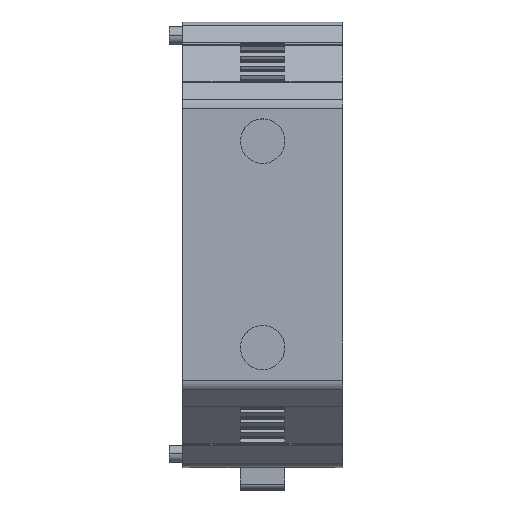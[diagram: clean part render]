
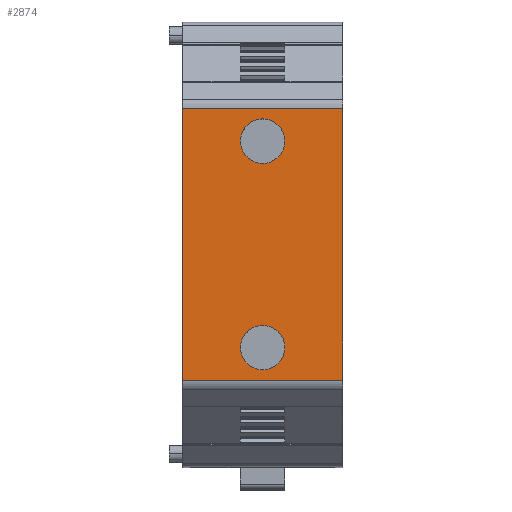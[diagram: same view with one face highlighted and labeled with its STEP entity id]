
A CAD part, top view. The second image highlights one B-rep face of the part: STEP entity #2874.
In plain terms, the highlighted planar face has unit normal (0, 0, 1).
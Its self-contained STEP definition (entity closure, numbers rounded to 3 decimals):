
#2792=AXIS2_PLACEMENT_3D('Plane Axis2P3D',#2789,#2790,#2791) ;
#2808=AXIS2_PLACEMENT_3D('Circle Axis2P3D',#2806,#2807,$) ;
#2817=AXIS2_PLACEMENT_3D('Circle Axis2P3D',#2815,#2816,$) ;
#2824=AXIS2_PLACEMENT_3D('Circle Axis2P3D',#2822,#2823,$) ;
#2831=AXIS2_PLACEMENT_3D('Circle Axis2P3D',#2829,#2830,$) ;
#2842=AXIS2_PLACEMENT_3D('Circle Axis2P3D',#2840,#2841,$) ;
#2851=AXIS2_PLACEMENT_3D('Circle Axis2P3D',#2849,#2850,$) ;
#2858=AXIS2_PLACEMENT_3D('Circle Axis2P3D',#2856,#2857,$) ;
#2865=AXIS2_PLACEMENT_3D('Circle Axis2P3D',#2863,#2864,$) ;
#115=CARTESIAN_POINT('Vertex',(3.,85.499,123.656)) ;
#479=CARTESIAN_POINT('Vertex',(3.,24.501,123.656)) ;
#482=CARTESIAN_POINT('Line Origine',(3.,55.,123.656)) ;
#578=CARTESIAN_POINT('Line Origine',(12.,85.499,123.656)) ;
#582=CARTESIAN_POINT('Vertex',(39.,85.499,123.656)) ;
#2762=CARTESIAN_POINT('Line Origine',(12.,24.501,123.656)) ;
#2766=CARTESIAN_POINT('Vertex',(21.,24.501,123.656)) ;
#2773=CARTESIAN_POINT('Vertex',(39.,24.501,123.656)) ;
#2776=CARTESIAN_POINT('Line Origine',(12.,24.501,123.656)) ;
#2789=CARTESIAN_POINT('Axis2P3D Location',(3.,85.499,123.656)) ;
#2794=CARTESIAN_POINT('Line Origine',(39.,55.,123.656)) ;
#2806=CARTESIAN_POINT('Axis2P3D Location',(21.,78.196,123.656)) ;
#2810=CARTESIAN_POINT('Vertex',(26.,78.196,123.656)) ;
#2812=CARTESIAN_POINT('Vertex',(21.,73.196,123.656)) ;
#2815=CARTESIAN_POINT('Axis2P3D Location',(21.,78.196,123.656)) ;
#2819=CARTESIAN_POINT('Vertex',(16.,78.196,123.656)) ;
#2822=CARTESIAN_POINT('Axis2P3D Location',(21.,78.196,123.656)) ;
#2826=CARTESIAN_POINT('Vertex',(21.,83.196,123.656)) ;
#2829=CARTESIAN_POINT('Axis2P3D Location',(21.,78.196,123.656)) ;
#2840=CARTESIAN_POINT('Axis2P3D Location',(21.,31.796,123.656)) ;
#2844=CARTESIAN_POINT('Vertex',(21.,36.796,123.656)) ;
#2846=CARTESIAN_POINT('Vertex',(26.,31.796,123.656)) ;
#2849=CARTESIAN_POINT('Axis2P3D Location',(21.,31.796,123.656)) ;
#2853=CARTESIAN_POINT('Vertex',(21.,26.796,123.656)) ;
#2856=CARTESIAN_POINT('Axis2P3D Location',(21.,31.796,123.656)) ;
#2860=CARTESIAN_POINT('Vertex',(16.,31.796,123.656)) ;
#2863=CARTESIAN_POINT('Axis2P3D Location',(21.,31.796,123.656)) ;
#483=DIRECTION('Vector Direction',(0.,-1.,0.)) ;
#579=DIRECTION('Vector Direction',(1.,0.,0.)) ;
#2763=DIRECTION('Vector Direction',(1.,0.,0.)) ;
#2777=DIRECTION('Vector Direction',(1.,0.,0.)) ;
#2790=DIRECTION('Axis2P3D Direction',(-0.,0.,1.)) ;
#2791=DIRECTION('Axis2P3D XDirection',(0.,-1.,0.)) ;
#2795=DIRECTION('Vector Direction',(0.,-1.,0.)) ;
#2807=DIRECTION('Axis2P3D Direction',(-0.,0.,1.)) ;
#2816=DIRECTION('Axis2P3D Direction',(-0.,0.,1.)) ;
#2823=DIRECTION('Axis2P3D Direction',(-0.,0.,1.)) ;
#2830=DIRECTION('Axis2P3D Direction',(-0.,0.,1.)) ;
#2841=DIRECTION('Axis2P3D Direction',(-0.,0.,1.)) ;
#2850=DIRECTION('Axis2P3D Direction',(-0.,0.,1.)) ;
#2857=DIRECTION('Axis2P3D Direction',(-0.,0.,1.)) ;
#2864=DIRECTION('Axis2P3D Direction',(-0.,0.,1.)) ;
#484=VECTOR('Line Direction',#483,1.) ;
#580=VECTOR('Line Direction',#579,1.) ;
#2764=VECTOR('Line Direction',#2763,1.) ;
#2778=VECTOR('Line Direction',#2777,1.) ;
#2796=VECTOR('Line Direction',#2795,1.) ;
#2800=ORIENTED_EDGE('',*,*,#584,.T.) ;
#2801=ORIENTED_EDGE('',*,*,#486,.T.) ;
#2802=ORIENTED_EDGE('',*,*,#2768,.T.) ;
#2803=ORIENTED_EDGE('',*,*,#2780,.F.) ;
#2804=ORIENTED_EDGE('',*,*,#2798,.F.) ;
#2835=ORIENTED_EDGE('',*,*,#2814,.T.) ;
#2836=ORIENTED_EDGE('',*,*,#2821,.F.) ;
#2837=ORIENTED_EDGE('',*,*,#2828,.F.) ;
#2838=ORIENTED_EDGE('',*,*,#2833,.T.) ;
#2869=ORIENTED_EDGE('',*,*,#2848,.T.) ;
#2870=ORIENTED_EDGE('',*,*,#2855,.T.) ;
#2871=ORIENTED_EDGE('',*,*,#2862,.F.) ;
#2872=ORIENTED_EDGE('',*,*,#2867,.F.) ;
#2839=FACE_BOUND('',#2834,.T.) ;
#2873=FACE_BOUND('',#2868,.T.) ;
#2874=ADVANCED_FACE('KLTR-LI',(#2805,#2839,#2873),#2793,.T.) ;
#2809=CIRCLE('generated circle',#2808,5.) ;
#2818=CIRCLE('generated circle',#2817,5.) ;
#2825=CIRCLE('generated circle',#2824,5.) ;
#2832=CIRCLE('generated circle',#2831,5.) ;
#2843=CIRCLE('generated circle',#2842,5.) ;
#2852=CIRCLE('generated circle',#2851,5.) ;
#2859=CIRCLE('generated circle',#2858,5.) ;
#2866=CIRCLE('generated circle',#2865,5.) ;
#486=EDGE_CURVE('',#116,#480,#485,.T.) ;
#584=EDGE_CURVE('',#583,#116,#581,.F.) ;
#2768=EDGE_CURVE('',#480,#2767,#2765,.T.) ;
#2780=EDGE_CURVE('',#2774,#2767,#2779,.F.) ;
#2798=EDGE_CURVE('',#583,#2774,#2797,.T.) ;
#2814=EDGE_CURVE('',#2811,#2813,#2809,.F.) ;
#2821=EDGE_CURVE('',#2820,#2813,#2818,.T.) ;
#2828=EDGE_CURVE('',#2827,#2820,#2825,.T.) ;
#2833=EDGE_CURVE('',#2827,#2811,#2832,.F.) ;
#2848=EDGE_CURVE('',#2845,#2847,#2843,.F.) ;
#2855=EDGE_CURVE('',#2847,#2854,#2852,.F.) ;
#2862=EDGE_CURVE('',#2861,#2854,#2859,.T.) ;
#2867=EDGE_CURVE('',#2845,#2861,#2866,.T.) ;
#2799=EDGE_LOOP('',(#2800,#2801,#2802,#2803,#2804)) ;
#2834=EDGE_LOOP('',(#2835,#2836,#2837,#2838)) ;
#2868=EDGE_LOOP('',(#2869,#2870,#2871,#2872)) ;
#2805=FACE_OUTER_BOUND('',#2799,.T.) ;
#485=LINE('Line',#482,#484) ;
#581=LINE('Line',#578,#580) ;
#2765=LINE('Line',#2762,#2764) ;
#2779=LINE('Line',#2776,#2778) ;
#2797=LINE('Line',#2794,#2796) ;
#2793=PLANE('',#2792) ;
#116=VERTEX_POINT('',#115) ;
#480=VERTEX_POINT('',#479) ;
#583=VERTEX_POINT('',#582) ;
#2767=VERTEX_POINT('',#2766) ;
#2774=VERTEX_POINT('',#2773) ;
#2811=VERTEX_POINT('',#2810) ;
#2813=VERTEX_POINT('',#2812) ;
#2820=VERTEX_POINT('',#2819) ;
#2827=VERTEX_POINT('',#2826) ;
#2845=VERTEX_POINT('',#2844) ;
#2847=VERTEX_POINT('',#2846) ;
#2854=VERTEX_POINT('',#2853) ;
#2861=VERTEX_POINT('',#2860) ;
